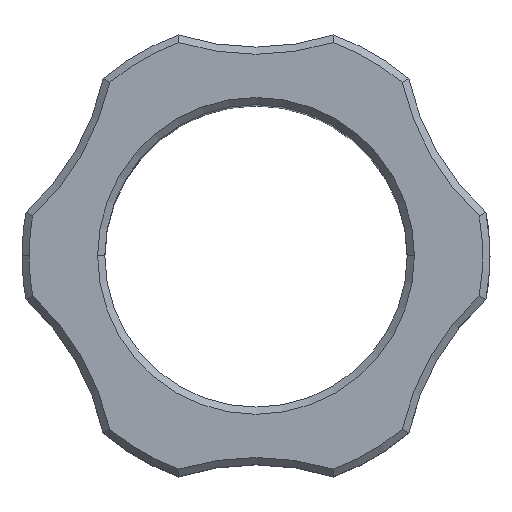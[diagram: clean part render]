
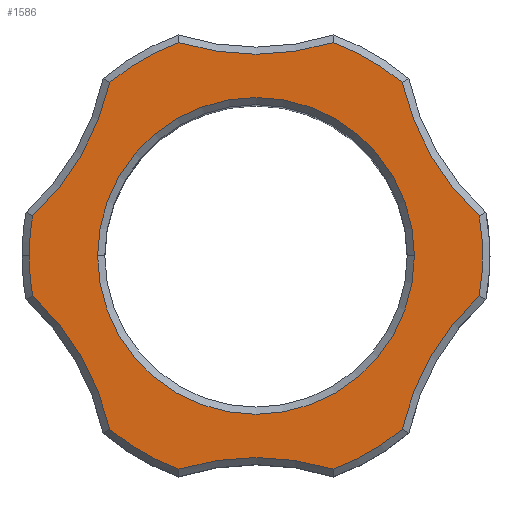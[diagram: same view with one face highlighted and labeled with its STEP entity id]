
A CAD part, top view. The second image highlights one B-rep face of the part: STEP entity #1586.
In plain terms, the highlighted planar face has unit normal (0, 0, 1).
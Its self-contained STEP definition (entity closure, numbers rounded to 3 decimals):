
#19 = VERTEX_POINT ( 'NONE', #4179 ) ;
#105 = CARTESIAN_POINT ( 'NONE',  ( 20.308, -24.08, 108. ) ) ;
#229 = ORIENTED_EDGE ( 'NONE', *, *, #628, .T. ) ;
#233 = ORIENTED_EDGE ( 'NONE', *, *, #637, .T. ) ;
#259 = ORIENTED_EDGE ( 'NONE', *, *, #3620, .T. ) ;
#277 = ORIENTED_EDGE ( 'NONE', *, *, #693, .T. ) ;
#300 = VERTEX_POINT ( 'NONE', #2868 ) ;
#328 = VERTEX_POINT ( 'NONE', #2806 ) ;
#332 = ORIENTED_EDGE ( 'NONE', *, *, #715, .T. ) ;
#353 = VERTEX_POINT ( 'NONE', #2801 ) ;
#378 = ORIENTED_EDGE ( 'NONE', *, *, #766, .T. ) ;
#418 = ORIENTED_EDGE ( 'NONE', *, *, #787, .T. ) ;
#434 = ORIENTED_EDGE ( 'NONE', *, *, #804, .T. ) ;
#469 = CARTESIAN_POINT ( 'NONE',  ( -10.7, -29.627, 108. ) ) ;
#472 = ORIENTED_EDGE ( 'NONE', *, *, #824, .T. ) ;
#484 = ORIENTED_EDGE ( 'NONE', *, *, #850, .T. ) ;
#504 = ORIENTED_EDGE ( 'NONE', *, *, #858, .T. ) ;
#538 = ORIENTED_EDGE ( 'NONE', *, *, #4142, .T. ) ;
#541 = ORIENTED_EDGE ( 'NONE', *, *, #887, .T. ) ;
#613 = VERTEX_POINT ( 'NONE', #2292 ) ;
#628 = EDGE_CURVE ( 'NONE', #613, #19, #2203, .T. ) ;
#637 = EDGE_CURVE ( 'NONE', #19, #4102, #2148, .T. ) ;
#657 = AXIS2_PLACEMENT_3D ( 'NONE', #1770, #1759, #1751 ) ;
#693 = EDGE_CURVE ( 'NONE', #1611, #300, #2126, .T. ) ;
#708 = EDGE_CURVE ( 'NONE', #300, #1175, #2091, .T. ) ;
#715 = EDGE_CURVE ( 'NONE', #1175, #3695, #2076, .T. ) ;
#727 = CARTESIAN_POINT ( 'NONE',  ( 10.7, 29.627, 108. ) ) ;
#766 = EDGE_CURVE ( 'NONE', #3695, #1852, #2081, .T. ) ;
#787 = EDGE_CURVE ( 'NONE', #1852, #953, #2086, .T. ) ;
#804 = EDGE_CURVE ( 'NONE', #953, #3247, #2038, .T. ) ;
#824 = EDGE_CURVE ( 'NONE', #3247, #1796, #2029, .T. ) ;
#831 = EDGE_CURVE ( 'NONE', #1796, #1890, #2014, .T. ) ;
#850 = EDGE_CURVE ( 'NONE', #1890, #3358, #2116, .T. ) ;
#858 = EDGE_CURVE ( 'NONE', #3358, #613, #1964, .T. ) ;
#887 = EDGE_CURVE ( 'NONE', #353, #328, #1903, .T. ) ;
#949 = AXIS2_PLACEMENT_3D ( 'NONE', #3060, #3056, #3050 ) ;
#953 = VERTEX_POINT ( 'NONE', #1215 ) ;
#1107 = CARTESIAN_POINT ( 'NONE',  ( 10.7, -29.627, 108. ) ) ;
#1138 = CARTESIAN_POINT ( 'NONE',  ( -10.7, 29.627, 108. ) ) ;
#1140 = AXIS2_PLACEMENT_3D ( 'NONE', #1256, #1995, #1334 ) ;
#1175 = VERTEX_POINT ( 'NONE', #469 ) ;
#1207 = DIRECTION ( 'NONE',  ( 1., 0., 0. ) ) ;
#1215 = CARTESIAN_POINT ( 'NONE',  ( 31.008, -5.547, 108. ) ) ;
#1216 = DIRECTION ( 'NONE',  ( 1., 0., 0. ) ) ;
#1228 = DIRECTION ( 'NONE',  ( 0., 0., -1. ) ) ;
#1248 = CARTESIAN_POINT ( 'NONE',  ( 0., 0., 108. ) ) ;
#1256 = CARTESIAN_POINT ( 'NONE',  ( 0., -64., 108. ) ) ;
#1309 = CARTESIAN_POINT ( 'NONE',  ( 0., 0., 108. ) ) ;
#1334 = DIRECTION ( 'NONE',  ( 1., 0., 0. ) ) ;
#1342 = DIRECTION ( 'NONE',  ( 1., 0., 0. ) ) ;
#1346 = DIRECTION ( 'NONE',  ( 0., 0., -1. ) ) ;
#1354 = CARTESIAN_POINT ( 'NONE',  ( 0., 64., 108. ) ) ;
#1369 = AXIS2_PLACEMENT_3D ( 'NONE', #4375, #1433, #1207 ) ;
#1388 = DIRECTION ( 'NONE',  ( 1., 0., 0. ) ) ;
#1405 = DIRECTION ( 'NONE',  ( 0., 0., 1. ) ) ;
#1424 = CARTESIAN_POINT ( 'NONE',  ( -31.008, -5.547, 108. ) ) ;
#1428 = CARTESIAN_POINT ( 'NONE',  ( 0., 0., 108. ) ) ;
#1433 = DIRECTION ( 'NONE',  ( 0., 0., 1. ) ) ;
#1454 = DIRECTION ( 'NONE',  ( 1., 0., 0. ) ) ;
#1461 = DIRECTION ( 'NONE',  ( 0., 0., -1. ) ) ;
#1468 = CARTESIAN_POINT ( 'NONE',  ( 55.426, 32., 108. ) ) ;
#1487 = CIRCLE ( 'NONE', #949, 22. ) ;
#1488 = DIRECTION ( 'NONE',  ( 1., 0., 0. ) ) ;
#1489 = DIRECTION ( 'NONE',  ( 0., 0., 1. ) ) ;
#1499 = CARTESIAN_POINT ( 'NONE',  ( 0., 0., 108. ) ) ;
#1504 = DIRECTION ( 'NONE',  ( 1., 0., 0. ) ) ;
#1508 = DIRECTION ( 'NONE',  ( 0., 0., 1. ) ) ;
#1514 = PLANE ( 'NONE',  #2128 ) ;
#1523 = CARTESIAN_POINT ( 'NONE',  ( 0., 0., 108. ) ) ;
#1532 = DIRECTION ( 'NONE',  ( 1., 0., 0. ) ) ;
#1550 = DIRECTION ( 'NONE',  ( 0., 0., -1. ) ) ;
#1568 = CARTESIAN_POINT ( 'NONE',  ( 55.426, -32., 108. ) ) ;
#1585 = DIRECTION ( 'NONE',  ( 1., 0., 0. ) ) ;
#1586 = ADVANCED_FACE ( 'NONE', ( #4416, #4260 ), #1514, .T. ) ;
#1590 = DIRECTION ( 'NONE',  ( 0., 0., 1. ) ) ;
#1604 = CARTESIAN_POINT ( 'NONE',  ( 0., 0., 108. ) ) ;
#1611 = VERTEX_POINT ( 'NONE', #1424 ) ;
#1642 = CARTESIAN_POINT ( 'NONE',  ( 0., 0., 108. ) ) ;
#1694 = DIRECTION ( 'NONE',  ( 0., 0., 1. ) ) ;
#1724 = DIRECTION ( 'NONE',  ( 1., 0., 0. ) ) ;
#1751 = DIRECTION ( 'NONE',  ( 1., 0., 0. ) ) ;
#1759 = DIRECTION ( 'NONE',  ( 0., 0., 1. ) ) ;
#1770 = CARTESIAN_POINT ( 'NONE',  ( 0., 0., 108. ) ) ;
#1796 = VERTEX_POINT ( 'NONE', #1945 ) ;
#1800 = DIRECTION ( 'NONE',  ( 1., 0., 0. ) ) ;
#1804 = DIRECTION ( 'NONE',  ( 0., 0., -1. ) ) ;
#1852 = VERTEX_POINT ( 'NONE', #105 ) ;
#1890 = VERTEX_POINT ( 'NONE', #727 ) ;
#1903 = CIRCLE ( 'NONE', #3003, 22. ) ;
#1945 = CARTESIAN_POINT ( 'NONE',  ( 20.308, 24.08, 108. ) ) ;
#1964 = CIRCLE ( 'NONE', #3026, 31.5 ) ;
#1979 = DIRECTION ( 'NONE',  ( 1., 0., 0. ) ) ;
#1984 = DIRECTION ( 'NONE',  ( 0., 0., 1. ) ) ;
#1995 = DIRECTION ( 'NONE',  ( 0., 0., -1. ) ) ;
#2014 = CIRCLE ( 'NONE', #3055, 31.5 ) ;
#2029 = CIRCLE ( 'NONE', #3061, 36. ) ;
#2038 = CIRCLE ( 'NONE', #3077, 31.5 ) ;
#2076 = CIRCLE ( 'NONE', #1140, 36. ) ;
#2081 = CIRCLE ( 'NONE', #3091, 31.5 ) ;
#2086 = CIRCLE ( 'NONE', #3081, 36. ) ;
#2091 = CIRCLE ( 'NONE', #657, 31.5 ) ;
#2116 = CIRCLE ( 'NONE', #3031, 36. ) ;
#2126 = CIRCLE ( 'NONE', #2773, 36. ) ;
#2128 = AXIS2_PLACEMENT_3D ( 'NONE', #1523, #1508, #1504 ) ;
#2148 = CIRCLE ( 'NONE', #3186, 31.5 ) ;
#2203 = CIRCLE ( 'NONE', #3193, 36. ) ;
#2209 = DIRECTION ( 'NONE',  ( 1., 0., 0. ) ) ;
#2211 = DIRECTION ( 'NONE',  ( 0., 0., -1. ) ) ;
#2228 = CARTESIAN_POINT ( 'NONE',  ( -55.426, 32., 108. ) ) ;
#2292 = CARTESIAN_POINT ( 'NONE',  ( -20.308, 24.08, 108. ) ) ;
#2428 = CARTESIAN_POINT ( 'NONE',  ( -55.426, -32., 108. ) ) ;
#2507 = ORIENTED_EDGE ( 'NONE', *, *, #831, .T. ) ;
#2523 = CIRCLE ( 'NONE', #1369, 31.5 ) ;
#2642 = CARTESIAN_POINT ( 'NONE',  ( 31.008, 5.547, 108. ) ) ;
#2773 = AXIS2_PLACEMENT_3D ( 'NONE', #2428, #1804, #1800 ) ;
#2801 = CARTESIAN_POINT ( 'NONE',  ( -22., 0., 108. ) ) ;
#2806 = CARTESIAN_POINT ( 'NONE',  ( 22., 0., 108. ) ) ;
#2868 = CARTESIAN_POINT ( 'NONE',  ( -20.308, -24.08, 108. ) ) ;
#2958 = ORIENTED_EDGE ( 'NONE', *, *, #708, .T. ) ;
#3003 = AXIS2_PLACEMENT_3D ( 'NONE', #1248, #1228, #1216 ) ;
#3026 = AXIS2_PLACEMENT_3D ( 'NONE', #1309, #1984, #1979 ) ;
#3031 = AXIS2_PLACEMENT_3D ( 'NONE', #1354, #1346, #1342 ) ;
#3050 = DIRECTION ( 'NONE',  ( 1., 0., 0. ) ) ;
#3055 = AXIS2_PLACEMENT_3D ( 'NONE', #1428, #1405, #1388 ) ;
#3056 = DIRECTION ( 'NONE',  ( 0., 0., -1. ) ) ;
#3060 = CARTESIAN_POINT ( 'NONE',  ( 0., 0., 108. ) ) ;
#3061 = AXIS2_PLACEMENT_3D ( 'NONE', #1468, #1461, #1454 ) ;
#3077 = AXIS2_PLACEMENT_3D ( 'NONE', #1499, #1489, #1488 ) ;
#3081 = AXIS2_PLACEMENT_3D ( 'NONE', #1568, #1550, #1532 ) ;
#3091 = AXIS2_PLACEMENT_3D ( 'NONE', #1604, #1590, #1585 ) ;
#3173 = CARTESIAN_POINT ( 'NONE',  ( -31.5, 0., 108. ) ) ;
#3186 = AXIS2_PLACEMENT_3D ( 'NONE', #1642, #1694, #1724 ) ;
#3193 = AXIS2_PLACEMENT_3D ( 'NONE', #2228, #2211, #2209 ) ;
#3247 = VERTEX_POINT ( 'NONE', #2642 ) ;
#3358 = VERTEX_POINT ( 'NONE', #1138 ) ;
#3620 = EDGE_CURVE ( 'NONE', #4102, #1611, #2523, .T. ) ;
#3695 = VERTEX_POINT ( 'NONE', #1107 ) ;
#3825 = EDGE_LOOP ( 'NONE', ( #538, #541 ) ) ;
#4102 = VERTEX_POINT ( 'NONE', #3173 ) ;
#4137 = EDGE_LOOP ( 'NONE', ( #229, #233, #259, #277, #2958, #332, #378, #418, #434, #472, #2507, #484, #504 ) ) ;
#4142 = EDGE_CURVE ( 'NONE', #328, #353, #1487, .T. ) ;
#4179 = CARTESIAN_POINT ( 'NONE',  ( -31.008, 5.547, 108. ) ) ;
#4260 = FACE_BOUND ( 'NONE', #3825, .T. ) ;
#4375 = CARTESIAN_POINT ( 'NONE',  ( 0., 0., 108. ) ) ;
#4416 = FACE_OUTER_BOUND ( 'NONE', #4137, .T. ) ;
